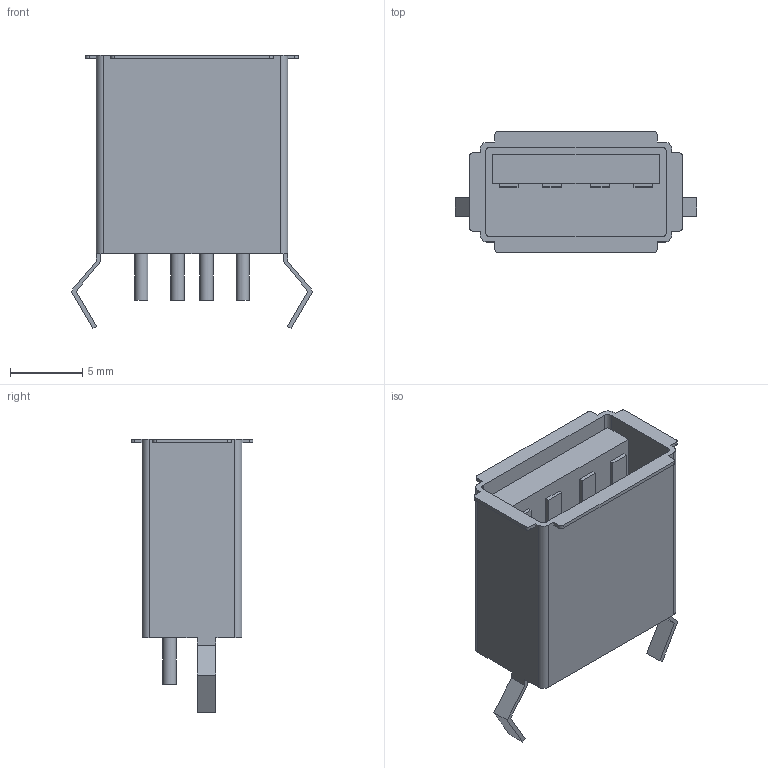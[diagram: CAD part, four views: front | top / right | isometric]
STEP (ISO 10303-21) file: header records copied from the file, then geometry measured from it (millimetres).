
FILE_DESCRIPTION(('FreeCAD Model'),'2;1');
FILE_NAME('Open CASCADE Shape Model','2022-07-01T18:13:27',(''),(''), 'Open CASCADE STEP processor 7.6','FreeCAD','Unknown');
FILE_SCHEMA(('AUTOMOTIVE_DESIGN { 1 0 10303 214 1 1 1 1 }'));
Length unit declared in the file: millimetre
Products named in the file (1): Body
Bounding box: 16.67 x 8.4 x 18.87 mm (x, y, z)
Volume: 624.5 mm3; surface area: 1594.6 mm2
Topology: 1 solids, 1 shells, 88 faces, 240 edges, 160 vertices
Faces by surface type: plane 68, cylinder 20
Full cylindrical faces by diameter (mm): 0.92 x4
Entity records: 5960 total; most frequent: CARTESIAN_POINT 1077, DIRECTION 920, LINE 640, VECTOR 640, ORIENTED_EDGE 480, PCURVE 480, DEFINITIONAL_REPRESENTATION 480, EDGE_CURVE 240
